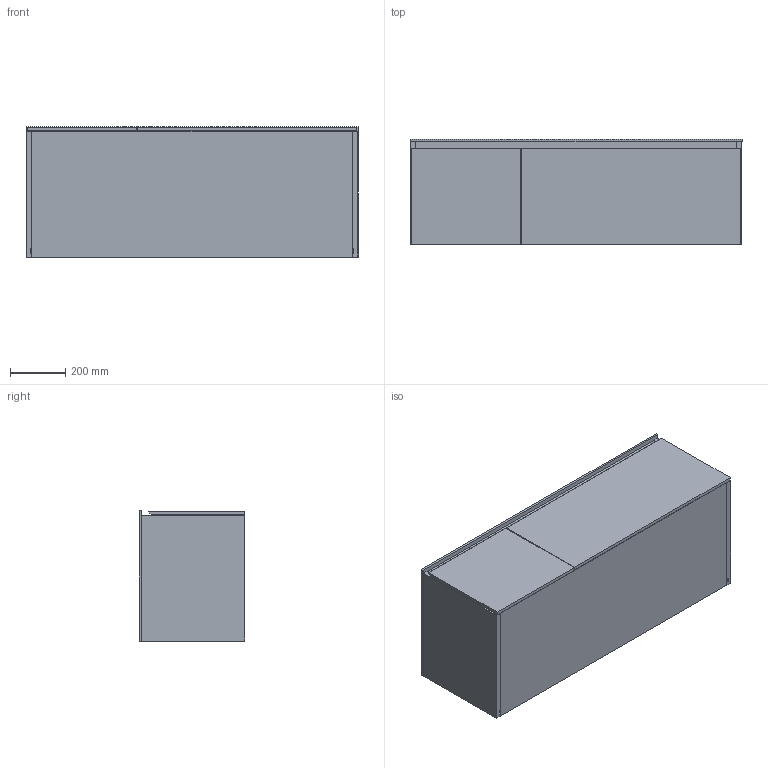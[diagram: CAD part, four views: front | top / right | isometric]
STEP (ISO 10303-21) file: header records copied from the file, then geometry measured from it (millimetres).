
FILE_DESCRIPTION (( 'STEP AP214' ), '1' );
FILE_NAME ('WP1200375-2AUSAERR-47.STEP', '2021-02-08T09:31:43', ( '' ), ( '' ), 'SwSTEP 2.0', 'SolidWorks 2020', '' );
FILE_SCHEMA (( 'AUTOMOTIVE_DESIGN' ));
Length unit declared in the file: millimetre
Products named in the file (3): WP 1200375-2AUSAERR-47_wt_Mit Hahnloch ohne Schlitz｜erlauf; WP1200375-2AUSAERR-47; WP 1200375-2AUSAERR-47_us_MDF lackiert<Wie bearbeitet>
Assembly tree (2 placements, depth 2):
  WP1200375-2AUSAERR-47
    WP 1200375-2AUSAERR-47_wt_Mit Hahnloch ohne Schlitz｜erlauf
    WP 1200375-2AUSAERR-47_us_MDF lackiert<Wie bearbeitet>
Bounding box: 1200 x 382 x 470 mm (x, y, z)
Volume: 48266296.7 mm3; surface area: 6571237.5 mm2
Topology: 19 solids, 19 shells, 265 faces, 642 edges, 416 vertices
Faces by surface type: plane 195, cylinder 44, bspline 20, cone 4, torus 2
Entity records: 12135 total; most frequent: CARTESIAN_POINT 5770, ORIENTED_EDGE 1284, DIRECTION 1158, EDGE_CURVE 642, LINE 506, VECTOR 506, VERTEX_POINT 416, AXIS2_PLACEMENT_3D 326
